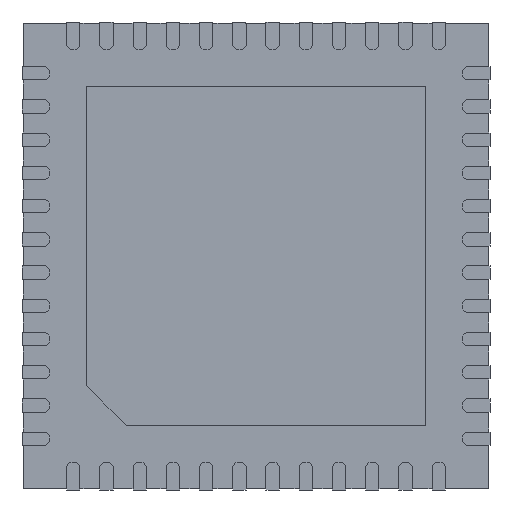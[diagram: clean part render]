
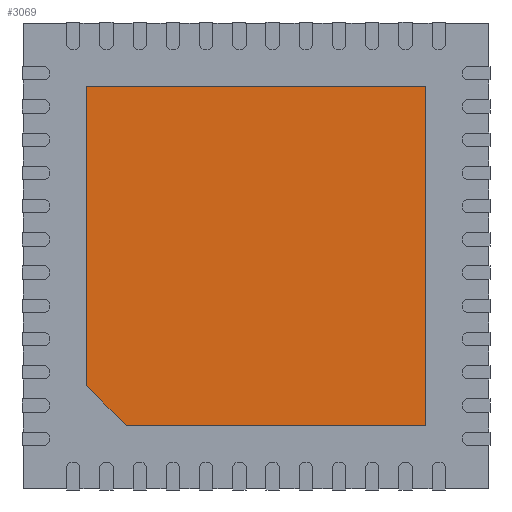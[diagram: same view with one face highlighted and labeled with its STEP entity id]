
A CAD part, front view. The second image highlights one B-rep face of the part: STEP entity #3069.
In plain terms, the highlighted planar face has unit normal (0, -1, 0).
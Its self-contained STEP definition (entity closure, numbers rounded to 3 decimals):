
#207 = CARTESIAN_POINT ( 'NONE',  ( -2.55, -0.02, -1.95 ) ) ;
#271 = LINE ( 'NONE', #442, #8133 ) ;
#401 = EDGE_CURVE ( 'NONE', #13586, #3064, #4593, .T. ) ;
#442 = CARTESIAN_POINT ( 'NONE',  ( -2.55, -0.02, 2.55 ) ) ;
#824 = CARTESIAN_POINT ( 'NONE',  ( 2.55, -0.02, 2.55 ) ) ;
#1212 = CARTESIAN_POINT ( 'NONE',  ( -1.95, -0.02, -2.55 ) ) ;
#1416 = ORIENTED_EDGE ( 'NONE', *, *, #10564, .T. ) ;
#2223 = CARTESIAN_POINT ( 'NONE',  ( -2.55, -0.02, 2.55 ) ) ;
#2586 = EDGE_CURVE ( 'NONE', #13282, #11279, #7426, .T. ) ;
#2723 = VECTOR ( 'NONE', #6210, 1000. ) ;
#2818 = EDGE_CURVE ( 'NONE', #11279, #13586, #9819, .T. ) ;
#2832 = DIRECTION ( 'NONE',  ( -1., 0., 0. ) ) ;
#3064 = VERTEX_POINT ( 'NONE', #3120 ) ;
#3069 = ADVANCED_FACE ( 'NONE', ( #5452 ), #5784, .T. ) ;
#3120 = CARTESIAN_POINT ( 'NONE',  ( 2.55, -0.02, 2.55 ) ) ;
#3351 = CARTESIAN_POINT ( 'NONE',  ( 0., -0.02, 0. ) ) ;
#3389 = ORIENTED_EDGE ( 'NONE', *, *, #2818, .T. ) ;
#3750 = CARTESIAN_POINT ( 'NONE',  ( -1.95, -0.02, -2.55 ) ) ;
#4593 = LINE ( 'NONE', #824, #10411 ) ;
#5452 = FACE_OUTER_BOUND ( 'NONE', #13146, .T. ) ;
#5784 = PLANE ( 'NONE',  #14281 ) ;
#5983 = LINE ( 'NONE', #15675, #8368 ) ;
#6210 = DIRECTION ( 'NONE',  ( 0.707, 0., -0.707 ) ) ;
#7426 = LINE ( 'NONE', #207, #2723 ) ;
#7542 = ORIENTED_EDGE ( 'NONE', *, *, #401, .T. ) ;
#8133 = VECTOR ( 'NONE', #2832, 1000. ) ;
#8263 = DIRECTION ( 'NONE',  ( 0., -1., 0. ) ) ;
#8368 = VECTOR ( 'NONE', #12103, 1000. ) ;
#8521 = DIRECTION ( 'NONE',  ( 1., 0., 0. ) ) ;
#9819 = LINE ( 'NONE', #1212, #12746 ) ;
#10078 = CARTESIAN_POINT ( 'NONE',  ( -2.55, -0.02, -1.95 ) ) ;
#10373 = DIRECTION ( 'NONE',  ( 0., 0., -1. ) ) ;
#10411 = VECTOR ( 'NONE', #15562, 1000. ) ;
#10564 = EDGE_CURVE ( 'NONE', #15828, #13282, #5983, .T. ) ;
#10913 = CARTESIAN_POINT ( 'NONE',  ( 2.55, -0.02, -2.55 ) ) ;
#10930 = ORIENTED_EDGE ( 'NONE', *, *, #2586, .T. ) ;
#11279 = VERTEX_POINT ( 'NONE', #3750 ) ;
#12103 = DIRECTION ( 'NONE',  ( 0., 0., -1. ) ) ;
#12746 = VECTOR ( 'NONE', #8521, 1000. ) ;
#13146 = EDGE_LOOP ( 'NONE', ( #7542, #15643, #1416, #10930, #3389 ) ) ;
#13282 = VERTEX_POINT ( 'NONE', #10078 ) ;
#13586 = VERTEX_POINT ( 'NONE', #10913 ) ;
#14062 = EDGE_CURVE ( 'NONE', #3064, #15828, #271, .T. ) ;
#14281 = AXIS2_PLACEMENT_3D ( 'NONE', #3351, #8263, #10373 ) ;
#15562 = DIRECTION ( 'NONE',  ( 0., 0., 1. ) ) ;
#15643 = ORIENTED_EDGE ( 'NONE', *, *, #14062, .T. ) ;
#15675 = CARTESIAN_POINT ( 'NONE',  ( -2.55, -0.02, 2.55 ) ) ;
#15828 = VERTEX_POINT ( 'NONE', #2223 ) ;
